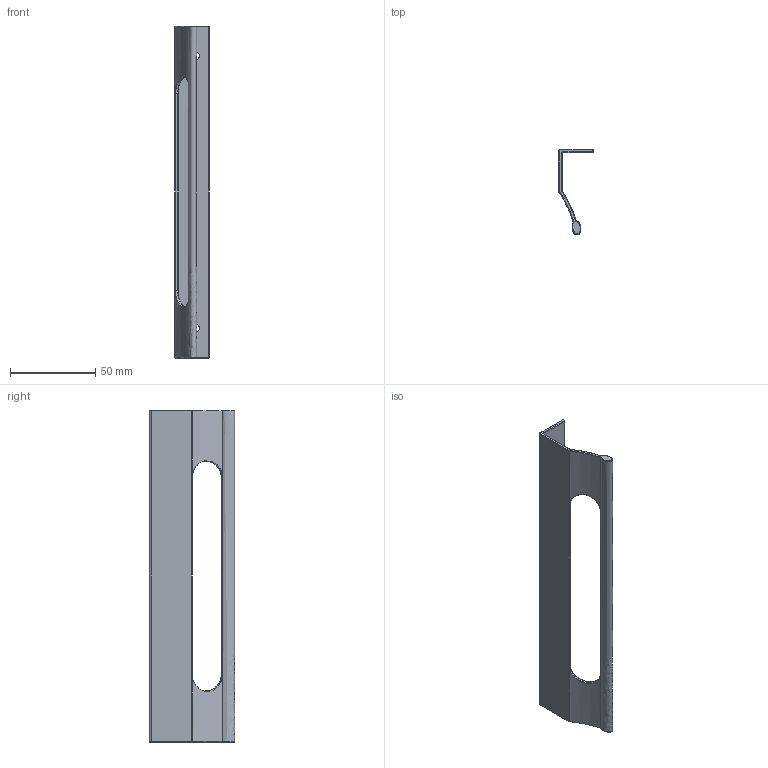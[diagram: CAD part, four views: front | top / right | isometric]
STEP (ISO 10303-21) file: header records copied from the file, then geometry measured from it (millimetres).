
FILE_DESCRIPTION(('Creo Elements/Direct Modeling STEP Export'),'2;1');
FILE_NAME('2665-195.stp','2024-10-30T14:02:45',(''),(''),'Creo Elements/Direct Modeling STEP processor for AP214 (Solid Model)','Creo Elements/Direct Modeling 20.0 12-Nov-2016 (C) Parametric Technology GmbH','');
FILE_SCHEMA(('AUTOMOTIVE_DESIGN { 1 0 10303 214 1 1 1 1 }'));
Length unit declared in the file: millimetre
Products named in the file (1): AL-12403
Bounding box: 20 x 50 x 195 mm (x, y, z)
Volume: 23250.1 mm3; surface area: 23834.9 mm2
Topology: 1 solids, 1 shells, 79 faces, 191 edges, 108 vertices
Faces by surface type: bspline 32, cylinder 29, plane 9, sphere 4, cone 4, extrusion 1
Entity records: 9810 total; most frequent: CARTESIAN_POINT 8386, ORIENTED_EDGE 374, EDGE_CURVE 187, DIRECTION 184, VERTEX_POINT 108, EDGE_LOOP 83, FACE_OUTER_BOUND 79, ADVANCED_FACE 79
